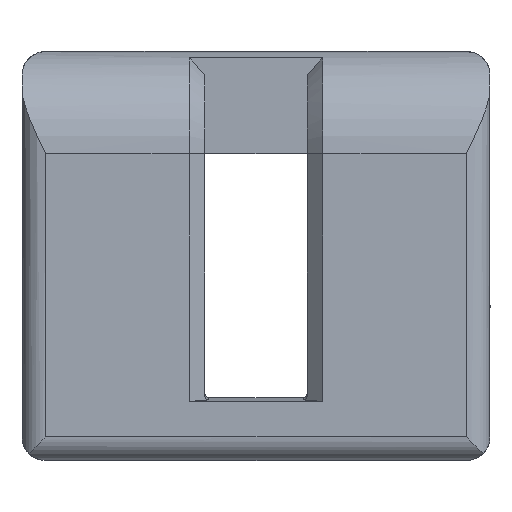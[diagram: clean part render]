
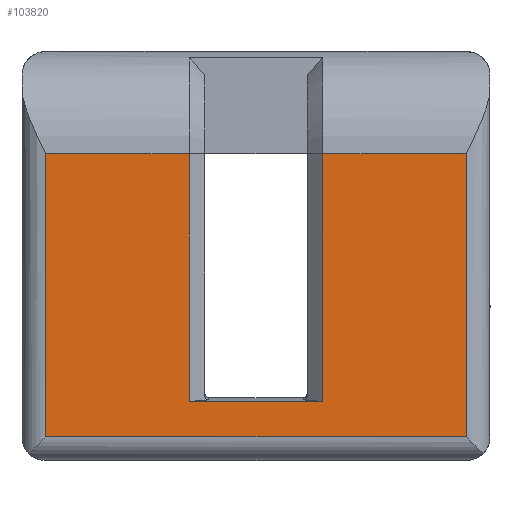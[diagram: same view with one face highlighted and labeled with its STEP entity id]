
A CAD part, left-side view. The second image highlights one B-rep face of the part: STEP entity #103820.
In plain terms, the highlighted planar face has unit normal (-1, 0, 0).
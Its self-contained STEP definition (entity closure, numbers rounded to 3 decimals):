
#59740=CARTESIAN_POINT('',(-11.25,0.85,3.9));
#59750=VERTEX_POINT('',#59740);
#60050=CARTESIAN_POINT('',(-11.25,0.85,0.75));
#60060=VERTEX_POINT('',#60050);
#60090=CARTESIAN_POINT('',(-11.25,0.85,3.9));
#60100=DIRECTION('',(0.,0.,-1.));
#60110=VECTOR('',#60100,1.);
#60120=LINE('',#60090,#60110);
#60130=EDGE_CURVE('',#59750,#60060,#60120,.T.);
#60750=CARTESIAN_POINT('',(-11.25,-0.85,0.75))
;
#60760=VERTEX_POINT('',#60750);
#60790=CARTESIAN_POINT('',(-11.25,-0.85,0.75));
#60800=DIRECTION('',(0.,1.,0.));
#60810=VECTOR('',#60800,1.);
#60820=LINE('',#60790,#60810);
#60830=EDGE_CURVE('',#60760,#60060,#60820,.T.);
#61760=CARTESIAN_POINT('',(-11.25,-0.85,
3.9));
#61770=VERTEX_POINT('',#61760);
#61950=CARTESIAN_POINT('',(-11.25,2.675,3.9));
#61960=DIRECTION('',(0.,-1.,0.));
#61970=VECTOR('',#61960,1.);
#61980=LINE('',#61950,#61970);
#61990=CARTESIAN_POINT('',(-11.25,2.675,3.9));
#62000=VERTEX_POINT('',#61990);
#62010=EDGE_CURVE('',#62000,#59750,#61980,.T.);
#62650=CARTESIAN_POINT('',(-11.25,-2.675,3.9));
#62660=VERTEX_POINT('',#62650);
#62690=CARTESIAN_POINT('',(-11.25,-0.85,
3.9));
#62700=DIRECTION('',(0.,-1.,0.));
#62710=VECTOR('',#62700,1.);
#62720=LINE('',#62690,#62710);
#62730=EDGE_CURVE('',#61770,#62660,#62720,.T.);
#63850=CARTESIAN_POINT('',(-11.25,2.675,0.3));
#63860=VERTEX_POINT('',#63850);
#63890=CARTESIAN_POINT('',(-11.25,-2.675,0.3));
#63900=DIRECTION('',(0.,1.,0.));
#63910=VECTOR('',#63900,1.);
#63920=LINE('',#63890,#63910);
#63930=CARTESIAN_POINT('',(-11.25,-2.675,0.3));
#63940=VERTEX_POINT('',#63930);
#63950=EDGE_CURVE('',#63940,#63860,#63920,.T.);
#64970=CARTESIAN_POINT('',(-11.25,2.675,0.3));
#64980=DIRECTION('',(0.,0.,1.));
#64990=VECTOR('',#64980,1.);
#65000=LINE('',#64970,#64990);
#65010=EDGE_CURVE('',#63860,#62000,#65000,.T.);
#65230=CARTESIAN_POINT('',(-11.25,-2.675,3.9));
#65240=DIRECTION('',(0.,0.,-1.));
#65250=VECTOR('',#65240,1.);
#65260=LINE('',#65230,#65250);
#65270=EDGE_CURVE('',#62660,#63940,#65260,.T.);
#103620=CARTESIAN_POINT('',(-11.25,-3.124,3.99));
#103630=DIRECTION('',(-1.,-0.,-0.));
#103640=DIRECTION('',(0.,0.,-1.));
#103650=AXIS2_PLACEMENT_3D('',#103620,#103630,#103640);
#103660=PLANE('',#103650);
#103670=ORIENTED_EDGE('',*,*,#62010,.F.);
#103680=ORIENTED_EDGE('',*,*,#60130,.F.);
#103690=ORIENTED_EDGE('',*,*,#60830,.T.);
#103700=CARTESIAN_POINT('',(-11.25,-0.85,3.9));
#103710=DIRECTION('',(0.,0.,-1.));
#103720=VECTOR('',#103710,1.);
#103730=LINE('',#103700,#103720);
#103740=EDGE_CURVE('',#61770,#60760,#103730,.T.);
#103750=ORIENTED_EDGE('',*,*,#103740,.T.);
#103760=ORIENTED_EDGE('',*,*,#62730,.F.);
#103770=ORIENTED_EDGE('',*,*,#65270,.F.);
#103780=ORIENTED_EDGE('',*,*,#63950,.F.);
#103790=ORIENTED_EDGE('',*,*,#65010,.F.);
#103800=EDGE_LOOP('',(#103790,#103780,#103770,#103760,#103750,#103690,
#103680,#103670));
#103810=FACE_OUTER_BOUND('',#103800,.T.);
#103820=ADVANCED_FACE('',(#103810),#103660,.T.);
